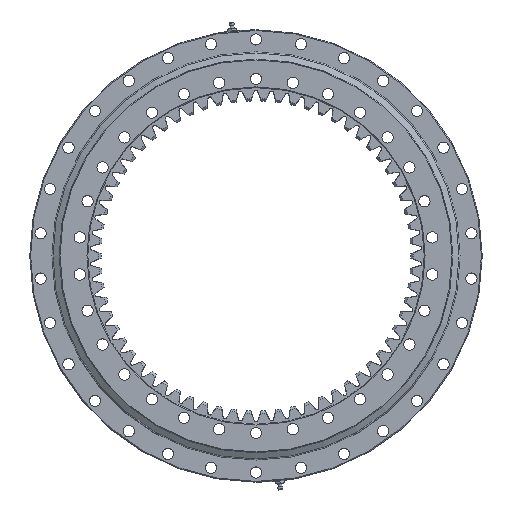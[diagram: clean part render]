
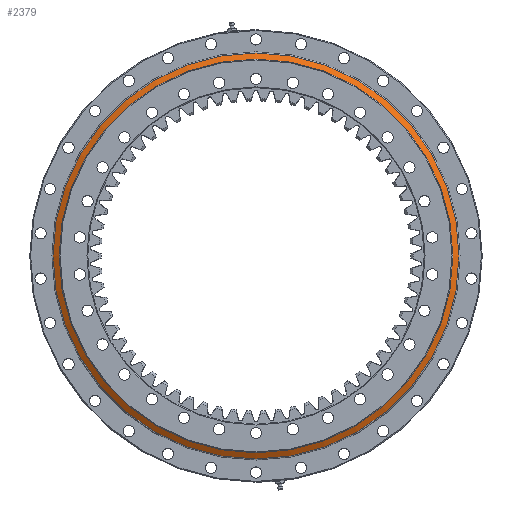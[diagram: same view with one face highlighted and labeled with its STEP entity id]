
A CAD part, top view. The second image highlights one B-rep face of the part: STEP entity #2379.
In plain terms, the highlighted conical face has half-angle 58.57 degrees and reference radius 244.5 mm.
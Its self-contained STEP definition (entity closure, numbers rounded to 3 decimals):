
#507 = CARTESIAN_POINT ( 'NONE',  ( 237.5, 2., -244.5 ) ) ;
#2379 = ADVANCED_FACE ( 'NONE', ( #12452, #6558 ), #32186, .T. ) ;
#5726 = CARTESIAN_POINT ( 'NONE',  ( 237.5, -2.61, -252.044 ) ) ;
#6558 = FACE_BOUND ( 'NONE', #13790, .T. ) ;
#9021 = CARTESIAN_POINT ( 'NONE',  ( 237.5, 2., 0. ) ) ;
#10154 = CARTESIAN_POINT ( 'NONE',  ( 237.5, -2.61, 0. ) ) ;
#10693 = EDGE_LOOP ( 'NONE', ( #20358 ) ) ;
#10714 = AXIS2_PLACEMENT_3D ( 'NONE', #9021, #17029, #25329 ) ;
#11122 = EDGE_CURVE ( 'NONE', #15321, #15321, #23504, .T. ) ;
#12012 = DIRECTION ( 'NONE',  ( 0., -1., 0. ) ) ;
#12452 = FACE_OUTER_BOUND ( 'NONE', #10693, .T. ) ;
#12532 = CIRCLE ( 'NONE', #10714, 244.5 ) ;
#13790 = EDGE_LOOP ( 'NONE', ( #29056 ) ) ;
#14390 = AXIS2_PLACEMENT_3D ( 'NONE', #10154, #23894, #34800 ) ;
#15321 = VERTEX_POINT ( 'NONE', #5726 ) ;
#16333 = AXIS2_PLACEMENT_3D ( 'NONE', #33281, #12012, #19937 ) ;
#17029 = DIRECTION ( 'NONE',  ( 0., -1., 0. ) ) ;
#19937 = DIRECTION ( 'NONE',  ( 0., 0., -1. ) ) ;
#20358 = ORIENTED_EDGE ( 'NONE', *, *, #11122, .F. ) ;
#23504 = CIRCLE ( 'NONE', #14390, 252.044 ) ;
#23894 = DIRECTION ( 'NONE',  ( 0., -1., 0. ) ) ;
#25329 = DIRECTION ( 'NONE',  ( 0., 0., -1. ) ) ;
#25365 = VERTEX_POINT ( 'NONE', #507 ) ;
#29056 = ORIENTED_EDGE ( 'NONE', *, *, #32128, .T. ) ;
#32128 = EDGE_CURVE ( 'NONE', #25365, #25365, #12532, .T. ) ;
#32186 = CONICAL_SURFACE ( 'NONE', #16333, 244.5, 1.022 ) ;
#33281 = CARTESIAN_POINT ( 'NONE',  ( 237.5, 2., 0. ) ) ;
#34800 = DIRECTION ( 'NONE',  ( 0., 0., -1. ) ) ;
